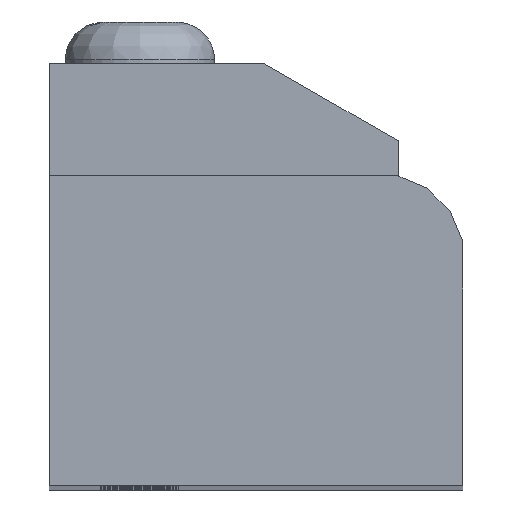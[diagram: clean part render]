
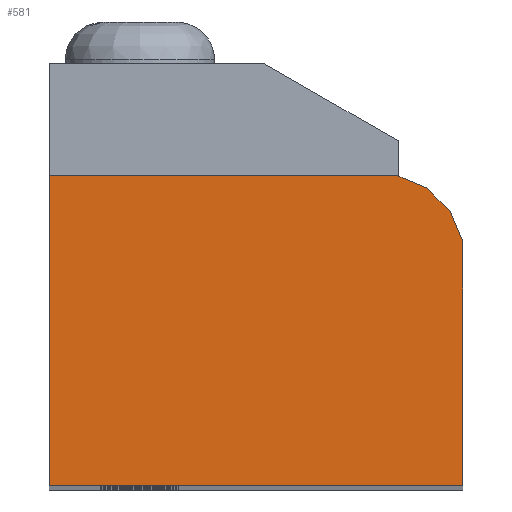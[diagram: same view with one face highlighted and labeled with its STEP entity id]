
A CAD part, top view. The second image highlights one B-rep face of the part: STEP entity #581.
In plain terms, the highlighted planar face has unit normal (0, 0, 1).
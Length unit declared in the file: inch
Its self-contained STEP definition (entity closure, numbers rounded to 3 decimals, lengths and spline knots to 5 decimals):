
#313=CARTESIAN_POINT('',(0.0,0.0,6.0));
#314=VERTEX_POINT('',#313);
#315=CARTESIAN_POINT('',(0.,0.75,6.0));
#316=VERTEX_POINT('',#315);
#317=CARTESIAN_POINT('',(0.0,0.0,6.0));
#318=DIRECTION('',(0.0,1.0,0.0));
#319=VECTOR('',#318,0.75);
#320=LINE('',#317,#319);
#321=EDGE_CURVE('',#314,#316,#320,.T.);
#356=CARTESIAN_POINT('',(0.84044,0.75,6.0));
#357=VERTEX_POINT('',#356);
#358=CARTESIAN_POINT('',(0.,0.75,6.0));
#359=DIRECTION('',(1.0,0.0,0.0));
#360=VECTOR('',#359,0.84044);
#361=LINE('',#358,#360);
#362=EDGE_CURVE('',#316,#357,#361,.T.);
#399=CARTESIAN_POINT('',(0.91282,0.72002,6.0));
#400=VERTEX_POINT('',#399);
#401=CARTESIAN_POINT('',(0.84044,0.75,6.0));
#402=DIRECTION('',(0.924,-0.383,0.0));
#403=VECTOR('',#402,0.07834);
#404=LINE('',#401,#403);
#405=EDGE_CURVE('',#357,#400,#404,.T.);
#430=CARTESIAN_POINT('',(0.96939,0.66345,6.0));
#431=VERTEX_POINT('',#430);
#432=CARTESIAN_POINT('',(0.91282,0.72002,6.0));
#433=DIRECTION('',(0.707,-0.707,0.0));
#434=VECTOR('',#433,0.08);
#435=LINE('',#432,#434);
#436=EDGE_CURVE('',#400,#431,#435,.T.);
#461=CARTESIAN_POINT('',(1.0,0.58954,6.0));
#462=VERTEX_POINT('',#461);
#463=CARTESIAN_POINT('',(0.96939,0.66345,6.0));
#464=DIRECTION('',(0.383,-0.924,0.0));
#465=VECTOR('',#464,0.08);
#466=LINE('',#463,#465);
#467=EDGE_CURVE('',#431,#462,#466,.T.);
#492=CARTESIAN_POINT('',(1.0,0.,6.0));
#493=VERTEX_POINT('',#492);
#494=CARTESIAN_POINT('',(1.0,0.58954,6.0));
#495=DIRECTION('',(0.0,-1.0,0.0));
#496=VECTOR('',#495,0.58954);
#497=LINE('',#494,#496);
#498=EDGE_CURVE('',#462,#493,#497,.T.);
#523=CARTESIAN_POINT('',(1.0,0.,6.0));
#524=DIRECTION('',(-1.0,0.0,0.0));
#525=VECTOR('',#524,1.0);
#526=LINE('',#523,#525);
#527=EDGE_CURVE('',#493,#314,#526,.T.);
#567=CARTESIAN_POINT('',(0.48721,0.36521,6.0));
#568=DIRECTION('',(0.0,0.0,1.0));
#569=DIRECTION('',(1.0,0.0,0.0));
#570=AXIS2_PLACEMENT_3D('',#567,#568,#569);
#571=PLANE('',#570);
#572=ORIENTED_EDGE('',*,*,#321,.F.);
#573=ORIENTED_EDGE('',*,*,#527,.F.);
#574=ORIENTED_EDGE('',*,*,#498,.F.);
#575=ORIENTED_EDGE('',*,*,#467,.F.);
#576=ORIENTED_EDGE('',*,*,#436,.F.);
#577=ORIENTED_EDGE('',*,*,#405,.F.);
#578=ORIENTED_EDGE('',*,*,#362,.F.);
#579=EDGE_LOOP('',(#572,#573,#574,#575,#576,#577,#578));
#580=FACE_OUTER_BOUND('',#579,.T.);
#581=ADVANCED_FACE('',(#580),#571,.T.);
